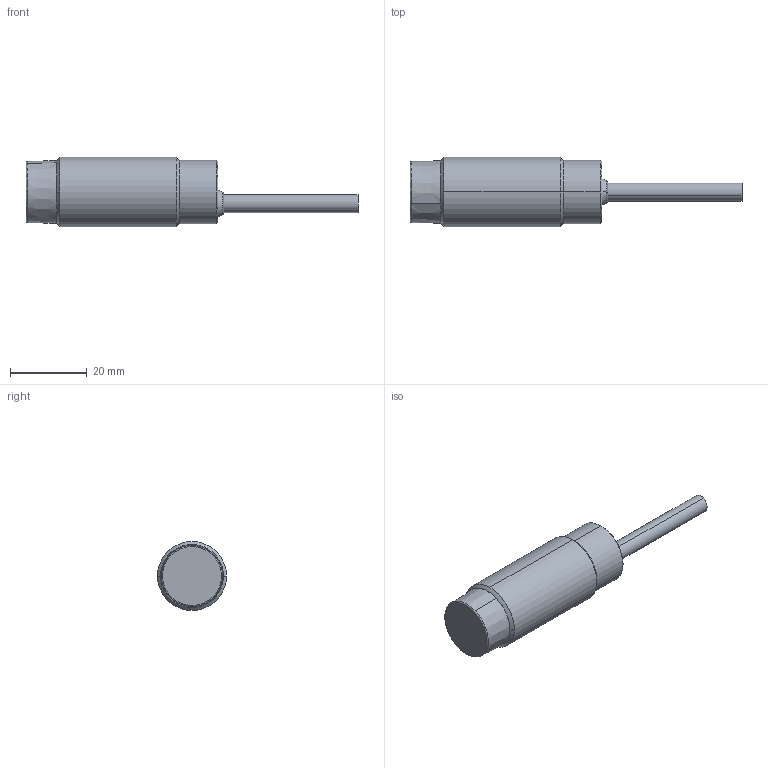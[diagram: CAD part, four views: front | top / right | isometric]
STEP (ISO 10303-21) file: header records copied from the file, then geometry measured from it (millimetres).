
FILE_DESCRIPTION (( 'STEP AP214' ), '1' );
FILE_NAME ('AK1-A0-2A.step', '2018-04-12T19:07:13', ( '' ), ( '' ), 'SwSTEP 2.0', 'SolidWorks 2017', '' );
FILE_SCHEMA (( 'AUTOMOTIVE_DESIGN' ));
Length unit declared in the file: inch
Products named in the file (1): AK1-A0-2A
Bounding box: 86.5 x 18 x 18 mm (x, y, z)
Volume: 12534.1 mm3; surface area: 4724.4 mm2
Topology: 4 solids, 4 shells, 32 faces, 62 edges, 40 vertices
Faces by surface type: plane 10, cone 10, cylinder 8, bspline 4
Entity records: 1367 total; most frequent: CARTESIAN_POINT 207, DIRECTION 156, ORIENTED_EDGE 124, AXIS2_PLACEMENT_3D 69, EDGE_CURVE 62, VERTEX_POINT 40, CIRCLE 40, UNCERTAINTY_MEASURE_WITH_UNIT 38
